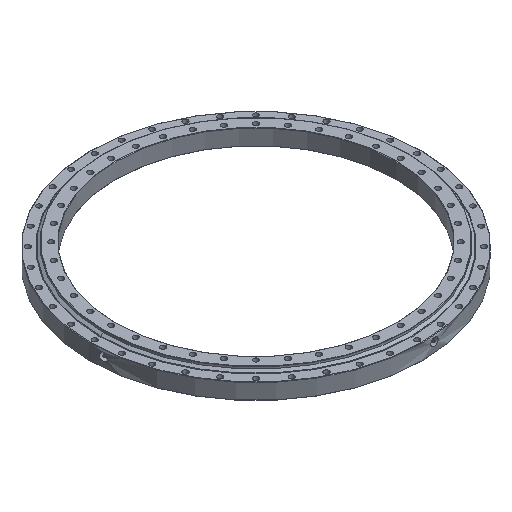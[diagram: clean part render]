
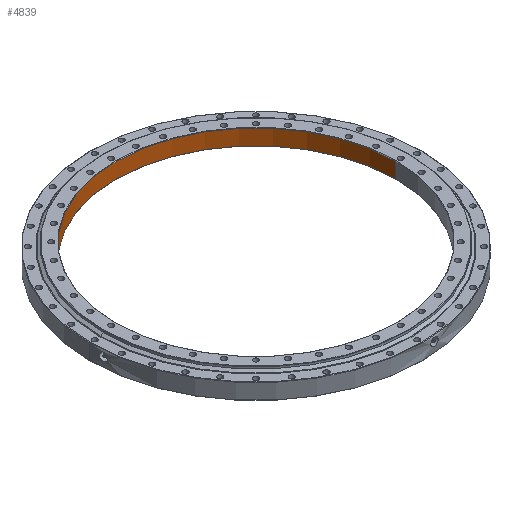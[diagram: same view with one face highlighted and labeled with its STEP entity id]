
A CAD part, isometric view. The second image highlights one B-rep face of the part: STEP entity #4839.
In plain terms, the highlighted cylindrical face has radius 386 mm (diameter 772 mm), a partial arc.
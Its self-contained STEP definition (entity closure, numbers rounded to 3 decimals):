
#55 = VECTOR ( 'NONE', #5834, 1000. ) ;
#114 = DIRECTION ( 'NONE',  ( 0., 0., 1. ) ) ;
#530 = CARTESIAN_POINT ( 'NONE',  ( -386., 0., -15.5 ) ) ;
#887 = EDGE_CURVE ( 'NONE', #8511, #2409, #2457, .T. ) ;
#1040 = EDGE_CURVE ( 'NONE', #7964, #4117, #4816, .T. ) ;
#1360 = CARTESIAN_POINT ( 'NONE',  ( 386., 0., 27. ) ) ;
#2021 = ORIENTED_EDGE ( 'NONE', *, *, #6564, .F. ) ;
#2409 = VERTEX_POINT ( 'NONE', #12252 ) ;
#2457 = CIRCLE ( 'NONE', #10303, 386. ) ;
#2650 = CARTESIAN_POINT ( 'NONE',  ( 0., 0., 0. ) ) ;
#3744 = CARTESIAN_POINT ( 'NONE',  ( 386., 0., -15.5 ) ) ;
#4117 = VERTEX_POINT ( 'NONE', #3744 ) ;
#4816 = CIRCLE ( 'NONE', #6239, 386. ) ;
#4839 = ADVANCED_FACE ( 'NONE', ( #7713 ), #12239, .F. ) ;
#5361 = ORIENTED_EDGE ( 'NONE', *, *, #887, .T. ) ;
#5507 = DIRECTION ( 'NONE',  ( 0., 0., 1. ) ) ;
#5718 = CARTESIAN_POINT ( 'NONE',  ( 0., 0., 27. ) ) ;
#5834 = DIRECTION ( 'NONE',  ( 0., 0., 1. ) ) ;
#5954 = CARTESIAN_POINT ( 'NONE',  ( -386., 0., 0. ) ) ;
#6036 = ORIENTED_EDGE ( 'NONE', *, *, #10628, .T. ) ;
#6239 = AXIS2_PLACEMENT_3D ( 'NONE', #7808, #7683, #8784 ) ;
#6448 = DIRECTION ( 'NONE',  ( 1., 0., 0. ) ) ;
#6564 = EDGE_CURVE ( 'NONE', #7964, #2409, #7669, .T. ) ;
#6634 = VECTOR ( 'NONE', #114, 1000. ) ;
#7482 = DIRECTION ( 'NONE',  ( 0., 0., 1. ) ) ;
#7669 = LINE ( 'NONE', #5954, #55 ) ;
#7683 = DIRECTION ( 'NONE',  ( 0., 0., -1. ) ) ;
#7713 = FACE_OUTER_BOUND ( 'NONE', #12222, .T. ) ;
#7808 = CARTESIAN_POINT ( 'NONE',  ( 0., 0., -15.5 ) ) ;
#7964 = VERTEX_POINT ( 'NONE', #530 ) ;
#8511 = VERTEX_POINT ( 'NONE', #1360 ) ;
#8784 = DIRECTION ( 'NONE',  ( 1., 0., 0. ) ) ;
#9214 = LINE ( 'NONE', #10579, #6634 ) ;
#9499 = ORIENTED_EDGE ( 'NONE', *, *, #1040, .T. ) ;
#10303 = AXIS2_PLACEMENT_3D ( 'NONE', #5718, #7482, #11400 ) ;
#10579 = CARTESIAN_POINT ( 'NONE',  ( 386., 0., 0. ) ) ;
#10628 = EDGE_CURVE ( 'NONE', #4117, #8511, #9214, .T. ) ;
#11400 = DIRECTION ( 'NONE',  ( -1., 0., 0. ) ) ;
#12030 = AXIS2_PLACEMENT_3D ( 'NONE', #2650, #5507, #6448 ) ;
#12222 = EDGE_LOOP ( 'NONE', ( #2021, #9499, #6036, #5361 ) ) ;
#12239 = CYLINDRICAL_SURFACE ( 'NONE', #12030, 386. ) ;
#12252 = CARTESIAN_POINT ( 'NONE',  ( -386., 0., 27. ) ) ;
